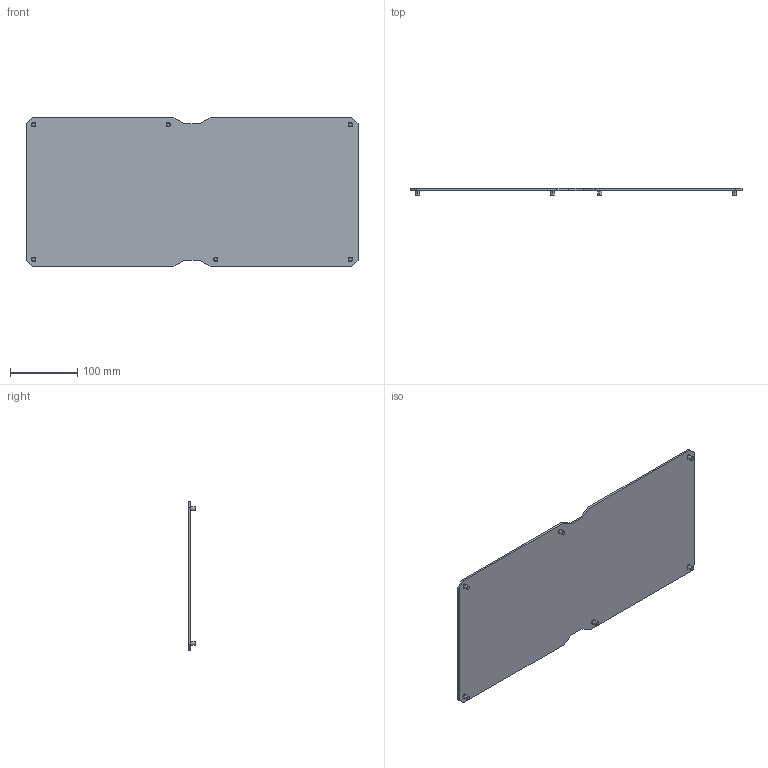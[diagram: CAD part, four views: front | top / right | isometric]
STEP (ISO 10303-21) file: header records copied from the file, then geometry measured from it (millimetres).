
FILE_DESCRIPTION (( 'STEP AP214' ), '1' );
FILE_NAME ('14000013.STEP', '2008-10-02T07:10:12', ( ' ' ), ( '' ), 'SwSTEP 2.0', 'SolidWorks 2008', '' );
FILE_SCHEMA (( 'AUTOMOTIVE_DESIGN' ));
Length unit declared in the file: millimetre
Products named in the file (3): 89014_Standard; 93229_Standard; 14000013
Assembly tree (7 placements, depth 2):
  14000013
    89014_Standard
    93229_Standard  x6
Bounding box: 493 x 10.7 x 222 mm (x, y, z)
Volume: 326220.6 mm3; surface area: 223363.7 mm2
Topology: 7 solids, 7 shells, 168 faces, 408 edges, 260 vertices
Faces by surface type: plane 108, cone 36, cylinder 24
Entity records: 2042 total; most frequent: DIRECTION 348, CARTESIAN_POINT 331, ORIENTED_EDGE 316, EDGE_CURVE 158, AXIS2_PLACEMENT_3D 117, VECTOR 114, LINE 114, VERTEX_POINT 100
